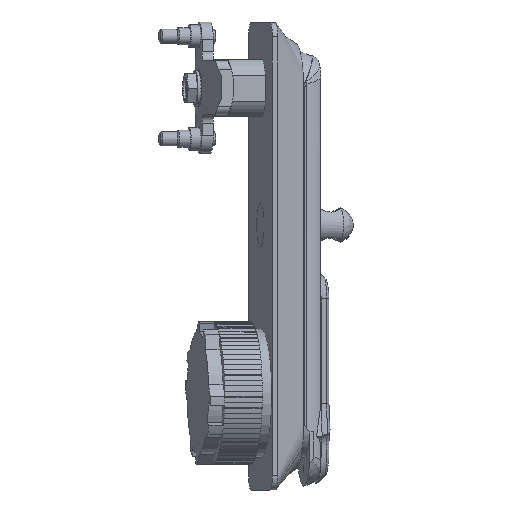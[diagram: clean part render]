
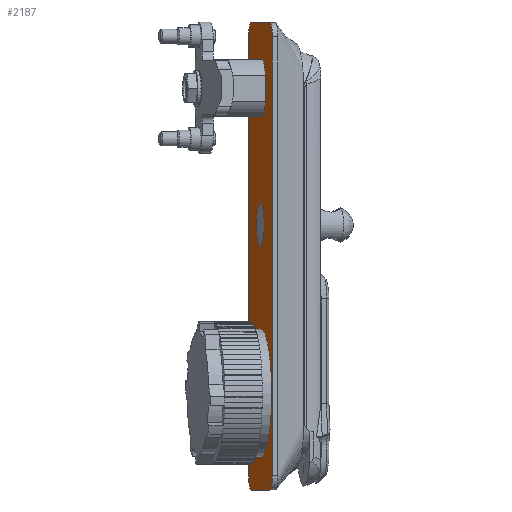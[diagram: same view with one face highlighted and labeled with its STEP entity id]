
A CAD part, left-side view. The second image highlights one B-rep face of the part: STEP entity #2187.
In plain terms, the highlighted planar face has unit normal (-0.174, 0.985, 0).
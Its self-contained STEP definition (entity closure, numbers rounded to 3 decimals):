
#2187=ADVANCED_FACE('',(#4615,#4616,#4617,#4618),#4619,.F.);
#4615=FACE_OUTER_BOUND('',#10702,.T.);
#4616=FACE_BOUND('',#10703,.T.);
#4617=FACE_BOUND('',#10704,.T.);
#4618=FACE_BOUND('',#10705,.T.);
#4619=PLANE('',#10706);
#10702=EDGE_LOOP('',(#18300,#18301,#18302,#18303,#18304,#18305,#18306,#18307));
#10703=EDGE_LOOP('',(#18308,#18309,#18310,#18311,#18312,#18313,#18314,#18315));
#10704=EDGE_LOOP('',(#18316));
#10705=EDGE_LOOP('',(#18317));
#10706=AXIS2_PLACEMENT_3D('',#18318,#18319,#18320);
#18300=ORIENTED_EDGE('',*,*,#22234,.F.);
#18301=ORIENTED_EDGE('',*,*,#21558,.F.);
#18302=ORIENTED_EDGE('',*,*,#23171,.F.);
#18303=ORIENTED_EDGE('',*,*,#22770,.F.);
#18304=ORIENTED_EDGE('',*,*,#22779,.F.);
#18305=ORIENTED_EDGE('',*,*,#23172,.F.);
#18306=ORIENTED_EDGE('',*,*,#23173,.F.);
#18307=ORIENTED_EDGE('',*,*,#22321,.F.);
#18308=ORIENTED_EDGE('',*,*,#22170,.T.);
#18309=ORIENTED_EDGE('',*,*,#23155,.T.);
#18310=ORIENTED_EDGE('',*,*,#20658,.T.);
#18311=ORIENTED_EDGE('',*,*,#21201,.T.);
#18312=ORIENTED_EDGE('',*,*,#22133,.T.);
#18313=ORIENTED_EDGE('',*,*,#21571,.T.);
#18314=ORIENTED_EDGE('',*,*,#22749,.T.);
#18315=ORIENTED_EDGE('',*,*,#23174,.T.);
#18316=ORIENTED_EDGE('',*,*,#20998,.F.);
#18317=ORIENTED_EDGE('',*,*,#20857,.T.);
#18318=CARTESIAN_POINT('',(-181.289,3.299,-77.0));
#18319=DIRECTION('',(0.174,-0.985,0.));
#18320=DIRECTION('',(0.,0.,-1.0));
#20658=EDGE_CURVE('',#24025,#24029,#24031,.T.);
#20857=EDGE_CURVE('',#24380,#24380,#24381,.T.);
#20998=EDGE_CURVE('',#24625,#24625,#24626,.T.);
#21201=EDGE_CURVE('',#24029,#24972,#24974,.T.);
#21558=EDGE_CURVE('',#25552,#25553,#25554,.T.);
#21571=EDGE_CURVE('',#25569,#25573,#25575,.T.);
#22133=EDGE_CURVE('',#24972,#25569,#26487,.T.);
#22170=EDGE_CURVE('',#26536,#26539,#26541,.T.);
#22234=EDGE_CURVE('',#25553,#26631,#26632,.T.);
#22321=EDGE_CURVE('',#26631,#26748,#26749,.T.);
#22749=EDGE_CURVE('',#25573,#27340,#27342,.T.);
#22770=EDGE_CURVE('',#27369,#27370,#27371,.T.);
#22779=EDGE_CURVE('',#27382,#27369,#27383,.T.);
#23155=EDGE_CURVE('',#26539,#24025,#27836,.T.);
#23171=EDGE_CURVE('',#27370,#25552,#27855,.T.);
#23172=EDGE_CURVE('',#27856,#27382,#27857,.T.);
#23173=EDGE_CURVE('',#26748,#27856,#27858,.T.);
#23174=EDGE_CURVE('',#27340,#26536,#27859,.T.);
#24025=VERTEX_POINT('',#29606);
#24029=VERTEX_POINT('',#29612);
#24031=LINE('',#29615,#29616);
#24380=VERTEX_POINT('',#30704);
#24381=CIRCLE('',#30705,22.5);
#24625=VERTEX_POINT('',#31179);
#24626=CIRCLE('',#31180,7.5);
#24972=VERTEX_POINT('',#31822);
#24974=CIRCLE('',#31825,11.0);
#25552=VERTEX_POINT('',#32877);
#25553=VERTEX_POINT('',#32878);
#25554=LINE('',#32879,#32880);
#25569=VERTEX_POINT('',#32909);
#25573=VERTEX_POINT('',#32914);
#25575=CIRCLE('',#32917,11.0);
#26487=LINE('',#34768,#34769);
#26536=VERTEX_POINT('',#34838);
#26539=VERTEX_POINT('',#34843);
#26541=LINE('',#34846,#34847);
#26631=VERTEX_POINT('',#34997);
#26632=CIRCLE('',#34998,5.0);
#26748=VERTEX_POINT('',#35257);
#26749=LINE('',#35258,#35259);
#27340=VERTEX_POINT('',#36250);
#27342=LINE('',#36253,#36254);
#27369=VERTEX_POINT('',#36290);
#27370=VERTEX_POINT('',#36291);
#27371=LINE('',#36292,#36293);
#27382=VERTEX_POINT('',#36333);
#27383=CIRCLE('',#36334,5.0);
#27836=CIRCLE('',#37372,11.0);
#27855=CIRCLE('',#37399,5.0);
#27856=VERTEX_POINT('',#37400);
#27857=LINE('',#37401,#37402);
#27858=CIRCLE('',#37403,5.0);
#27859=CIRCLE('',#37404,11.0);
#29606=CARTESIAN_POINT('',(-195.487,0.796,69.0));
#29612=CARTESIAN_POINT('',(-204.513,-0.796,69.0));
#29615=CARTESIAN_POINT('',(-195.487,0.796,69.0));
#29616=VECTOR('',#38352,1.0);
#30704=CARTESIAN_POINT('',(-200.0,0.,-25.5));
#30705=AXIS2_PLACEMENT_3D('',#38576,#38577,#38578);
#31179=CARTESIAN_POINT('',(-200.0,0.,3.5));
#31180=AXIS2_PLACEMENT_3D('',#38737,#38738,#38739);
#31822=CARTESIAN_POINT('',(-209.848,-1.736,63.583));
#31825=AXIS2_PLACEMENT_3D('',#38952,#38953,#38954);
#32877=CARTESIAN_POINT('',(-176.365,4.168,-77.0));
#32878=CARTESIAN_POINT('',(-176.365,4.168,77.0));
#32879=CARTESIAN_POINT('',(-176.365,4.168,-77.0));
#32880=VECTOR('',#39319,1.0);
#32909=CARTESIAN_POINT('',(-209.848,-1.736,54.417));
#32914=CARTESIAN_POINT('',(-204.513,-0.796,49.0));
#32917=AXIS2_PLACEMENT_3D('',#39333,#39334,#39335);
#34768=CARTESIAN_POINT('',(-209.848,-1.736,63.583));
#34769=VECTOR('',#39933,1.0);
#34838=CARTESIAN_POINT('',(-190.152,1.736,54.417));
#34843=CARTESIAN_POINT('',(-190.152,1.736,63.583));
#34846=CARTESIAN_POINT('',(-190.152,1.736,54.417));
#34847=VECTOR('',#39967,1.0);
#34997=CARTESIAN_POINT('',(-181.289,3.299,82.0));
#34998=AXIS2_PLACEMENT_3D('',#40047,#40048,#40049);
#35257=CARTESIAN_POINT('',(-218.711,-3.299,82.0));
#35258=CARTESIAN_POINT('',(-181.289,3.299,82.0));
#35259=VECTOR('',#40126,1.0);
#36250=CARTESIAN_POINT('',(-195.487,0.796,49.0));
#36253=CARTESIAN_POINT('',(-204.513,-0.796,49.0));
#36254=VECTOR('',#40683,1.0);
#36290=CARTESIAN_POINT('',(-218.711,-3.299,-82.0));
#36291=CARTESIAN_POINT('',(-181.289,3.299,-82.0));
#36292=CARTESIAN_POINT('',(-218.711,-3.299,-82.0));
#36293=VECTOR('',#40707,1.0);
#36333=CARTESIAN_POINT('',(-223.635,-4.168,-77.0));
#36334=AXIS2_PLACEMENT_3D('',#40713,#40714,#40715);
#37372=AXIS2_PLACEMENT_3D('',#41013,#41014,#41015);
#37399=AXIS2_PLACEMENT_3D('',#41026,#41027,#41028);
#37400=CARTESIAN_POINT('',(-223.635,-4.168,77.0));
#37401=CARTESIAN_POINT('',(-223.635,-4.168,77.0));
#37402=VECTOR('',#41029,1.0);
#37403=AXIS2_PLACEMENT_3D('',#41030,#41031,#41032);
#37404=AXIS2_PLACEMENT_3D('',#41033,#41034,#41035);
#38352=DIRECTION('',(-0.985,-0.174,0.));
#38576=CARTESIAN_POINT('',(-200.0,0.0,-48.0));
#38577=DIRECTION('',(0.174,-0.985,0.));
#38578=DIRECTION('',(0.,0.,1.0));
#38737=CARTESIAN_POINT('',(-200.0,0.0,11.0));
#38738=DIRECTION('',(-0.174,0.985,0.));
#38739=DIRECTION('',(0.,0.,-1.0));
#38952=CARTESIAN_POINT('',(-200.0,0.,59.0));
#38953=DIRECTION('',(0.174,-0.985,0.));
#38954=DIRECTION('',(0.,0.,1.0));
#39319=DIRECTION('',(0.,0.,1.0));
#39333=CARTESIAN_POINT('',(-200.0,0.,59.0));
#39334=DIRECTION('',(0.174,-0.985,0.));
#39335=DIRECTION('',(0.,0.,1.0));
#39933=DIRECTION('',(0.,0.,-1.0));
#39967=DIRECTION('',(0.,0.,1.0));
#40047=CARTESIAN_POINT('',(-181.289,3.299,77.0));
#40048=DIRECTION('',(0.174,-0.985,0.));
#40049=DIRECTION('',(0.985,0.174,0.));
#40126=DIRECTION('',(-0.985,-0.174,0.));
#40683=DIRECTION('',(0.985,0.174,0.));
#40707=DIRECTION('',(0.985,0.174,0.));
#40713=CARTESIAN_POINT('',(-218.711,-3.299,-77.0));
#40714=DIRECTION('',(0.174,-0.985,0.));
#40715=DIRECTION('',(-0.985,-0.174,0.));
#41013=CARTESIAN_POINT('',(-200.0,0.,59.0));
#41014=DIRECTION('',(0.174,-0.985,0.));
#41015=DIRECTION('',(0.,0.,1.0));
#41026=CARTESIAN_POINT('',(-181.289,3.299,-77.0));
#41027=DIRECTION('',(0.174,-0.985,0.));
#41028=DIRECTION('',(0.,0.,-1.0));
#41029=DIRECTION('',(0.,0.,-1.0));
#41030=CARTESIAN_POINT('',(-218.711,-3.299,77.0));
#41031=DIRECTION('',(0.174,-0.985,0.));
#41032=DIRECTION('',(0.,0.,1.0));
#41033=CARTESIAN_POINT('',(-200.0,0.,59.0));
#41034=DIRECTION('',(0.174,-0.985,0.));
#41035=DIRECTION('',(0.,0.,1.0));
